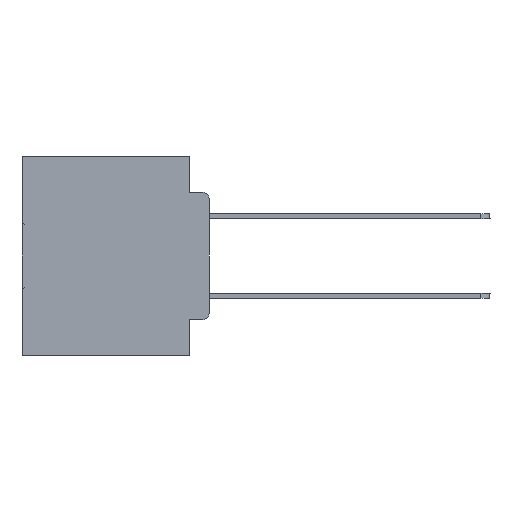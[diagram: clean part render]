
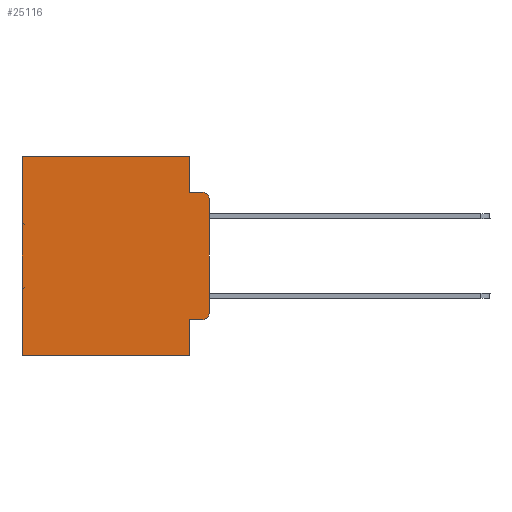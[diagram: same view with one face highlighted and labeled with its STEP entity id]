
A CAD part, left-side view. The second image highlights one B-rep face of the part: STEP entity #25116.
In plain terms, the highlighted planar face has unit normal (-1, 0, 0).
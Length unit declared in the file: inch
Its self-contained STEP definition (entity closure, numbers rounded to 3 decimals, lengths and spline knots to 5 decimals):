
#783 = VERTEX_POINT ( 'NONE', #34482 ) ;
#1387 = CARTESIAN_POINT ( 'NONE',  ( 0.298, 0.473, -0.5 ) ) ;
#1828 = EDGE_CURVE ( 'NONE', #21137, #23749, #28698, .T. ) ;
#2659 = LINE ( 'NONE', #17871, #23182 ) ;
#2939 = VERTEX_POINT ( 'NONE', #17796 ) ;
#3091 = LINE ( 'NONE', #15540, #30821 ) ;
#3317 = CARTESIAN_POINT ( 'NONE',  ( 0.298, 0.051, 0. ) ) ;
#3354 = VECTOR ( 'NONE', #6022, 39.37008 ) ;
#3401 = ORIENTED_EDGE ( 'NONE', *, *, #19813, .F. ) ;
#3789 = DIRECTION ( 'NONE',  ( -1., 0., 0. ) ) ;
#4452 = LINE ( 'NONE', #25904, #8168 ) ;
#4654 = DIRECTION ( 'NONE',  ( 0., 0., -1. ) ) ;
#4901 = ORIENTED_EDGE ( 'NONE', *, *, #31097, .T. ) ;
#5397 = ORIENTED_EDGE ( 'NONE', *, *, #8904, .T. ) ;
#5744 = VECTOR ( 'NONE', #9890, 39.37008 ) ;
#6022 = DIRECTION ( 'NONE',  ( 0., 0., -1. ) ) ;
#7026 = VERTEX_POINT ( 'NONE', #29796 ) ;
#8168 = VECTOR ( 'NONE', #33961, 39.37008 ) ;
#8341 = EDGE_CURVE ( 'NONE', #7026, #13368, #30117, .T. ) ;
#8557 = FACE_OUTER_BOUND ( 'NONE', #23432, .T. ) ;
#8706 = DIRECTION ( 'NONE',  ( 0., -1., 0. ) ) ;
#8904 = EDGE_CURVE ( 'NONE', #23658, #14862, #18728, .T. ) ;
#9890 = DIRECTION ( 'NONE',  ( 0., -1., 0. ) ) ;
#10260 = EDGE_CURVE ( 'NONE', #2939, #23749, #4452, .T. ) ;
#10401 = VERTEX_POINT ( 'NONE', #27432 ) ;
#11954 = ORIENTED_EDGE ( 'NONE', *, *, #8341, .T. ) ;
#12283 = DIRECTION ( 'NONE',  ( 0., 0., -1. ) ) ;
#12331 = CARTESIAN_POINT ( 'NONE',  ( 0.298, 0.02, -0.4115 ) ) ;
#12766 = CARTESIAN_POINT ( 'NONE',  ( 0.298, 0.051, -0.4115 ) ) ;
#13368 = VERTEX_POINT ( 'NONE', #25865 ) ;
#14595 = CARTESIAN_POINT ( 'NONE',  ( 0.298, 0.051, -0.4115 ) ) ;
#14862 = VERTEX_POINT ( 'NONE', #12331 ) ;
#15242 = VERTEX_POINT ( 'NONE', #16863 ) ;
#15463 = ORIENTED_EDGE ( 'NONE', *, *, #1828, .T. ) ;
#15524 = ORIENTED_EDGE ( 'NONE', *, *, #16953, .F. ) ;
#15540 = CARTESIAN_POINT ( 'NONE',  ( 0.298, 0., 0. ) ) ;
#15655 = ORIENTED_EDGE ( 'NONE', *, *, #29835, .T. ) ;
#16418 = ORIENTED_EDGE ( 'NONE', *, *, #32110, .F. ) ;
#16605 = AXIS2_PLACEMENT_3D ( 'NONE', #19193, #22259, #16646 ) ;
#16646 = DIRECTION ( 'NONE',  ( 0., 0., -1. ) ) ;
#16863 = CARTESIAN_POINT ( 'NONE',  ( 0.298, 0.051, 0. ) ) ;
#16953 = EDGE_CURVE ( 'NONE', #15242, #10401, #19236, .T. ) ;
#17434 = DIRECTION ( 'NONE',  ( -1., 0., 0. ) ) ;
#17442 = CARTESIAN_POINT ( 'NONE',  ( 0.298, 0.473, 0. ) ) ;
#17722 = AXIS2_PLACEMENT_3D ( 'NONE', #25730, #17434, #12283 ) ;
#17796 = CARTESIAN_POINT ( 'NONE',  ( 0.298, 0.051, -0.5 ) ) ;
#17871 = CARTESIAN_POINT ( 'NONE',  ( 0.298, 0., 0. ) ) ;
#18161 = VECTOR ( 'NONE', #4654, 39.37008 ) ;
#18548 = DIRECTION ( 'NONE',  ( 0., 1., 0. ) ) ;
#18728 = LINE ( 'NONE', #12766, #5744 ) ;
#19193 = CARTESIAN_POINT ( 'NONE',  ( 0.298, 0., 0. ) ) ;
#19236 = LINE ( 'NONE', #3317, #3354 ) ;
#19330 = CARTESIAN_POINT ( 'NONE',  ( 0.298, 0.051, -0.0885 ) ) ;
#19813 = EDGE_CURVE ( 'NONE', #10401, #13368, #30491, .T. ) ;
#21137 = VERTEX_POINT ( 'NONE', #21179 ) ;
#21179 = CARTESIAN_POINT ( 'NONE',  ( 0.298, 0.473, 0. ) ) ;
#21909 = AXIS2_PLACEMENT_3D ( 'NONE', #33600, #3789, #22506 ) ;
#22198 = ORIENTED_EDGE ( 'NONE', *, *, #10260, .F. ) ;
#22259 = DIRECTION ( 'NONE',  ( 1., 0., 0. ) ) ;
#22506 = DIRECTION ( 'NONE',  ( 0., 0., -1. ) ) ;
#23182 = VECTOR ( 'NONE', #28804, 39.37008 ) ;
#23351 = VECTOR ( 'NONE', #8706, 39.37008 ) ;
#23432 = EDGE_LOOP ( 'NONE', ( #23576, #11954, #3401, #15524, #4901, #15463, #22198, #16418, #5397, #15655 ) ) ;
#23576 = ORIENTED_EDGE ( 'NONE', *, *, #32398, .F. ) ;
#23658 = VERTEX_POINT ( 'NONE', #14595 ) ;
#23703 = CIRCLE ( 'NONE', #21909, 0.02 ) ;
#23749 = VERTEX_POINT ( 'NONE', #1387 ) ;
#24566 = PLANE ( 'NONE',  #16605 ) ;
#24986 = CARTESIAN_POINT ( 'NONE',  ( 0.298, 0.051, 0. ) ) ;
#25116 = ADVANCED_FACE ( 'NONE', ( #8557 ), #24566, .F. ) ;
#25730 = CARTESIAN_POINT ( 'NONE',  ( 0.298, 0.02, -0.1085 ) ) ;
#25865 = CARTESIAN_POINT ( 'NONE',  ( 0.298, 0.02, -0.0885 ) ) ;
#25904 = CARTESIAN_POINT ( 'NONE',  ( 0.298, 0., -0.5 ) ) ;
#26955 = LINE ( 'NONE', #24986, #29087 ) ;
#27432 = CARTESIAN_POINT ( 'NONE',  ( 0.298, 0.051, -0.0885 ) ) ;
#27751 = DIRECTION ( 'NONE',  ( 0., 0., -1. ) ) ;
#28698 = LINE ( 'NONE', #17442, #18161 ) ;
#28804 = DIRECTION ( 'NONE',  ( 0., 0., -1. ) ) ;
#29087 = VECTOR ( 'NONE', #27751, 39.37008 ) ;
#29796 = CARTESIAN_POINT ( 'NONE',  ( 0.298, 0., -0.1085 ) ) ;
#29835 = EDGE_CURVE ( 'NONE', #14862, #783, #23703, .T. ) ;
#30117 = CIRCLE ( 'NONE', #17722, 0.02 ) ;
#30491 = LINE ( 'NONE', #19330, #23351 ) ;
#30821 = VECTOR ( 'NONE', #18548, 39.37008 ) ;
#31097 = EDGE_CURVE ( 'NONE', #15242, #21137, #3091, .T. ) ;
#32110 = EDGE_CURVE ( 'NONE', #23658, #2939, #26955, .T. ) ;
#32398 = EDGE_CURVE ( 'NONE', #7026, #783, #2659, .T. ) ;
#33600 = CARTESIAN_POINT ( 'NONE',  ( 0.298, 0.02, -0.3915 ) ) ;
#33961 = DIRECTION ( 'NONE',  ( 0., 1., 0. ) ) ;
#34482 = CARTESIAN_POINT ( 'NONE',  ( 0.298, 0., -0.3915 ) ) ;
